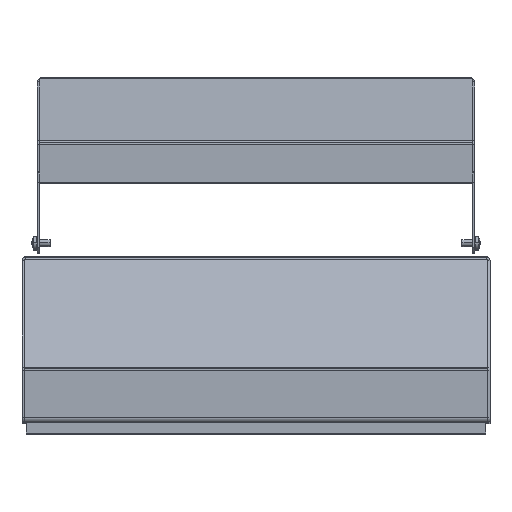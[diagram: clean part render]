
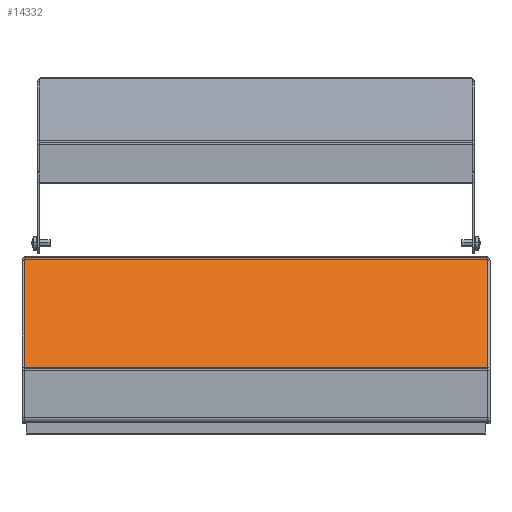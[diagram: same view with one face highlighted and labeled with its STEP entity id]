
A CAD part, top view. The second image highlights one B-rep face of the part: STEP entity #14332.
In plain terms, the highlighted face is planar.
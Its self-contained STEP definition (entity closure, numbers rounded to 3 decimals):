
#11920=DIRECTION('',(0.,0.,1.));
#11921=VECTOR('',#11920,215.);
#11922=CARTESIAN_POINT('',(127.093,-0.636,-107.5));
#11923=LINE('',#11922,#11921);
#11940=CARTESIAN_POINT('',(127.093,-0.636,-107.5));
#11942=DIRECTION('',(-0.682,0.731,0.));
#11943=VECTOR('',#11942,1.865);
#11944=CARTESIAN_POINT('',(128.365,-2.,107.5));
#11945=LINE('',#11944,#11943);
#11946=DIRECTION('',(-0.682,0.731,0.));
#11947=VECTOR('',#11946,1.865);
#11948=CARTESIAN_POINT('',(128.365,-2.,-107.5));
#11949=LINE('',#11948,#11947);
#13012=DIRECTION('',(0.682,-0.731,0.));
#13013=VECTOR('',#13012,67.584);
#13014=CARTESIAN_POINT('',(128.365,-2.,107.5));
#13015=LINE('',#13014,#13013);
#13056=DIRECTION('',(0.,0.,-1.));
#13057=VECTOR('',#13056,215.);
#13058=CARTESIAN_POINT('',(174.463,-51.424,107.5));
#13059=LINE('',#13058,#13057);
#13104=DIRECTION('',(-0.682,0.731,0.));
#13105=VECTOR('',#13104,67.584);
#13106=CARTESIAN_POINT('',(174.463,-51.424,-107.5));
#13107=LINE('',#13106,#13105);
#13449=VERTEX_POINT('',#11940);
#13451=CARTESIAN_POINT('',(127.093,-0.636,107.5));
#13452=VERTEX_POINT('',#13451);
#13453=CARTESIAN_POINT('',(128.365,-2.,-107.5));
#13454=VERTEX_POINT('',#13453);
#13455=CARTESIAN_POINT('',(174.463,-51.424,-107.5));
#13456=VERTEX_POINT('',#13455);
#13457=CARTESIAN_POINT('',(174.463,-51.424,107.5));
#13458=VERTEX_POINT('',#13457);
#13459=CARTESIAN_POINT('',(128.365,-2.,107.5));
#13460=VERTEX_POINT('',#13459);
#14314=CARTESIAN_POINT('',(175.,-52.,-106.));
#14315=DIRECTION('',(0.731,0.682,0.));
#14316=DIRECTION('',(-0.682,0.731,0.));
#14317=AXIS2_PLACEMENT_3D('',#14314,#14315,#14316);
#14318=PLANE('',#14317);
#14320=ORIENTED_EDGE('',*,*,#14319,.F.);
#14322=ORIENTED_EDGE('',*,*,#14321,.F.);
#14324=ORIENTED_EDGE('',*,*,#14323,.F.);
#14326=ORIENTED_EDGE('',*,*,#14325,.F.);
#14328=ORIENTED_EDGE('',*,*,#14327,.T.);
#14329=ORIENTED_EDGE('',*,*,#14305,.F.);
#14330=EDGE_LOOP('',(#14320,#14322,#14324,#14326,#14328,#14329));
#14331=FACE_OUTER_BOUND('',#14330,.F.);
#14305=EDGE_CURVE('',#13449,#13452,#11923,.T.);
#14319=EDGE_CURVE('',#13454,#13449,#11949,.T.);
#14321=EDGE_CURVE('',#13456,#13454,#13107,.T.);
#14323=EDGE_CURVE('',#13458,#13456,#13059,.T.);
#14325=EDGE_CURVE('',#13460,#13458,#13015,.T.);
#14327=EDGE_CURVE('',#13460,#13452,#11945,.T.);
#14332=ADVANCED_FACE('',(#14331),#14318,.T.);
